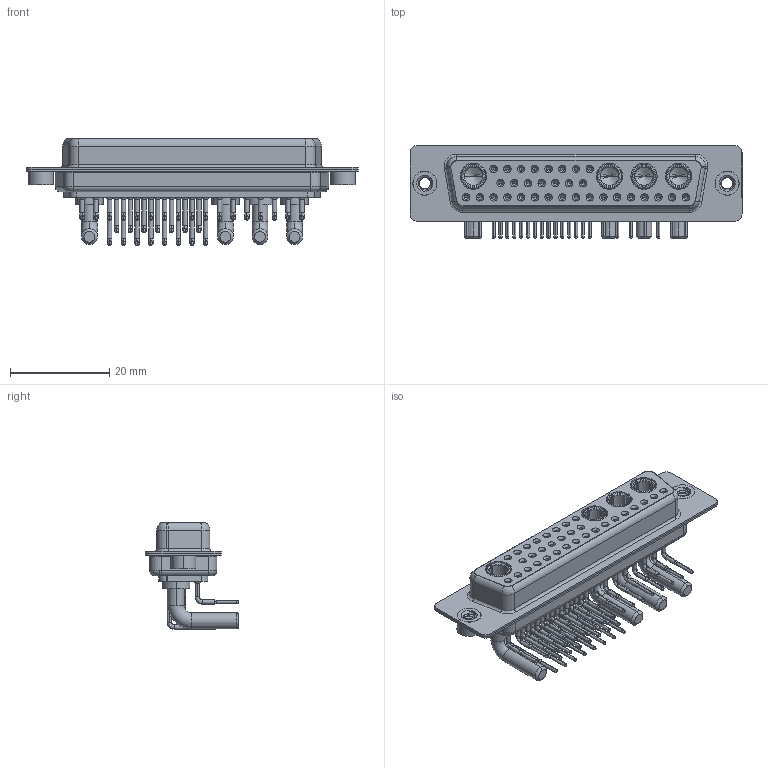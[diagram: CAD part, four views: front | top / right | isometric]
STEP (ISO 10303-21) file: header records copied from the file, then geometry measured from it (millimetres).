
FILE_DESCRIPTION (( 'STEP AP203' ), '1' );
FILE_NAME ('630-36W4240-3T2.STEP', '2022-06-09T07:02:48', ( '' ), ( '' ), 'SwSTEP 2.0', 'SolidWorks 2020', '' );
FILE_SCHEMA (( 'CONFIG_CONTROL_DESIGN' ));
Length unit declared in the file: millimetre
Products named in the file (9): 630Combo Housing_36W4; 630Combo Contact Row 2_50 Contacts; Power Socket_30A RA 50; 630Combo Shell Rear_50 Contacts; 630Combo Contact Row 1_50 Contacts; 630Combo Threaded Rivet_2; 630-36W4240-3T2; 630Combo Shell Front_50 Contacts; 630Combo Contact Row 3
Assembly tree (41 placements, depth 2):
  630-36W4240-3T2
    630Combo Housing_36W4
    630Combo Shell Front_50 Contacts
    630Combo Shell Rear_50 Contacts
    630Combo Threaded Rivet_2  x2
    Power Socket_30A RA 50  x4
    630Combo Contact Row 1_50 Contacts  x8
    630Combo Contact Row 2_50 Contacts  x7
    630Combo Contact Row 3  x17
Bounding box: 67 x 18.8 x 21.53 mm (x, y, z)
Volume: 7384.1 mm3; surface area: 15730.8 mm2
Topology: 45 solids, 45 shells, 2287 faces, 5829 edges, 3679 vertices
Faces by surface type: cylinder 973, plane 663, cone 432, bspline 138, torus 81
Entity records: 29317 total; most frequent: CARTESIAN_POINT 6413, DIRECTION 4843, ORIENTED_EDGE 4094, EDGE_CURVE 2047, AXIS2_PLACEMENT_3D 2030, VERTEX_POINT 1309, CIRCLE 1127, EDGE_LOOP 1080
